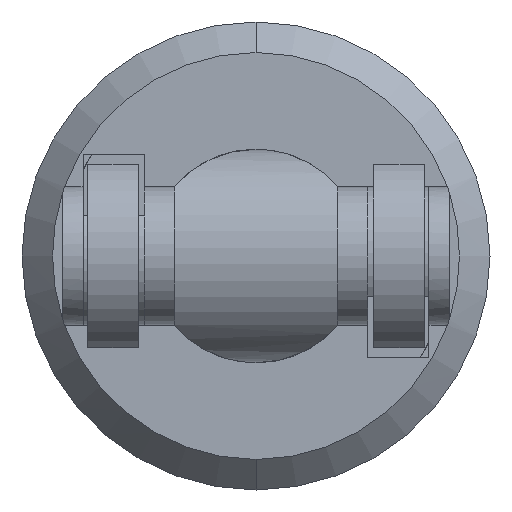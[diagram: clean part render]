
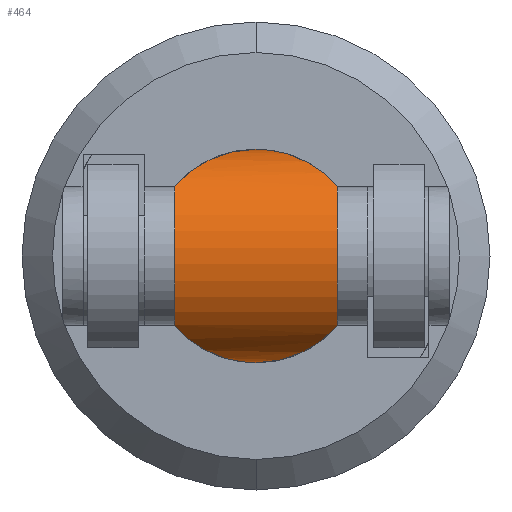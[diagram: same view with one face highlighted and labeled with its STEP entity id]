
A CAD part, front view. The second image highlights one B-rep face of the part: STEP entity #464.
In plain terms, the highlighted cylindrical face has radius 1.333 mm (diameter 2.667 mm), a partial arc.
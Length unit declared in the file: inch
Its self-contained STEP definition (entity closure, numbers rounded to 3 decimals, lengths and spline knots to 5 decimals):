
#121 = EDGE_CURVE ( 'NONE', #197, #1843, #606, .T. ) ;
#197 = VERTEX_POINT ( 'NONE', #1192 ) ;
#216 = CARTESIAN_POINT ( 'NONE',  ( 0.01565, -0.53815, 0.0525 ) ) ;
#318 = ORIENTED_EDGE ( 'NONE', *, *, #121, .F. ) ;
#366 = ORIENTED_EDGE ( 'NONE', *, *, #2674, .T. ) ;
#464 = ADVANCED_FACE ( 'NONE', ( #3328 ), #1378, .T. ) ;
#473 = VERTEX_POINT ( 'NONE', #4100 ) ;
#482 = CARTESIAN_POINT ( 'NONE',  ( -0.04, -0.5225, 0. ) ) ;
#541 = CARTESIAN_POINT ( 'NONE',  ( -0.02986, -0.55236, 0.04593 ) ) ;
#557 = CARTESIAN_POINT ( 'NONE',  ( -0.01565, -0.53815, 0.0525 ) ) ;
#606 = CIRCLE ( 'NONE', #2291, 0.0525 ) ;
#663 =( BOUNDED_CURVE ( )  B_SPLINE_CURVE ( 3, ( #1972, #1628, #4388, #2573 ),
 .UNSPECIFIED., .F., .F. ) 
 B_SPLINE_CURVE_WITH_KNOTS ( ( 4, 4 ),
 ( 3.84614, 4.71239 ),
 .UNSPECIFIED. ) 
 CURVE ( )  GEOMETRIC_REPRESENTATION_ITEM ( )  RATIONAL_B_SPLINE_CURVE ( ( 1., 0.938, 0.938, 1. ) ) 
 REPRESENTATION_ITEM ( '' )  );
#720 =( BOUNDED_CURVE ( )  B_SPLINE_CURVE ( 3, ( #879, #557, #541, #848 ),
 .UNSPECIFIED., .F., .F. ) 
 B_SPLINE_CURVE_WITH_KNOTS ( ( 4, 4 ),
 ( 1.5708, 2.43705 ),
 .UNSPECIFIED. ) 
 CURVE ( )  GEOMETRIC_REPRESENTATION_ITEM ( )  RATIONAL_B_SPLINE_CURVE ( ( 1., 0.938, 0.938, 1. ) ) 
 REPRESENTATION_ITEM ( '' )  );
#753 = DIRECTION ( 'NONE',  ( -1., 0., 0. ) ) ;
#848 = CARTESIAN_POINT ( 'NONE',  ( -0.04, -0.5625, 0.034 ) ) ;
#865 = CARTESIAN_POINT ( 'NONE',  ( -0.04, -0.5625, 0.034 ) ) ;
#879 = CARTESIAN_POINT ( 'NONE',  ( 0., -0.5225, 0.0525 ) ) ;
#982 = AXIS2_PLACEMENT_3D ( 'NONE', #2830, #753, #1498 ) ;
#1073 = EDGE_CURVE ( 'NONE', #3436, #3370, #1479, .T. ) ;
#1079 = ORIENTED_EDGE ( 'NONE', *, *, #3285, .T. ) ;
#1155 = ORIENTED_EDGE ( 'NONE', *, *, #4272, .T. ) ;
#1192 = CARTESIAN_POINT ( 'NONE',  ( -0.04, -0.5625, -0.034 ) ) ;
#1262 = CARTESIAN_POINT ( 'NONE',  ( 0.02986, -0.55236, 0.04593 ) ) ;
#1279 = CIRCLE ( 'NONE', #982, 0.0525 ) ;
#1294 = CARTESIAN_POINT ( 'NONE',  ( 0.02986, -0.55236, -0.04593 ) ) ;
#1378 = CYLINDRICAL_SURFACE ( 'NONE', #1446, 0.0525 ) ;
#1446 = AXIS2_PLACEMENT_3D ( 'NONE', #1641, #2356, #4063 ) ;
#1479 =( BOUNDED_CURVE ( )  B_SPLINE_CURVE ( 3, ( #3642, #1262, #216, #3010 ),
 .UNSPECIFIED., .F., .F. ) 
 B_SPLINE_CURVE_WITH_KNOTS ( ( 4, 4 ),
 ( 3.84614, 4.71239 ),
 .UNSPECIFIED. ) 
 CURVE ( )  GEOMETRIC_REPRESENTATION_ITEM ( )  RATIONAL_B_SPLINE_CURVE ( ( 1., 0.938, 0.938, 1. ) ) 
 REPRESENTATION_ITEM ( '' )  );
#1498 = DIRECTION ( 'NONE',  ( 0., 0., 1. ) ) ;
#1524 = EDGE_CURVE ( 'NONE', #197, #473, #663, .T. ) ;
#1628 = CARTESIAN_POINT ( 'NONE',  ( -0.02986, -0.55236, -0.04593 ) ) ;
#1635 = CARTESIAN_POINT ( 'NONE',  ( 0., -0.5225, -0.0525 ) ) ;
#1641 = CARTESIAN_POINT ( 'NONE',  ( 0.195, -0.5225, 0. ) ) ;
#1843 = VERTEX_POINT ( 'NONE', #865 ) ;
#1857 = ORIENTED_EDGE ( 'NONE', *, *, #1524, .T. ) ;
#1972 = CARTESIAN_POINT ( 'NONE',  ( -0.04, -0.5625, -0.034 ) ) ;
#2161 = DIRECTION ( 'NONE',  ( 0., 0., 1. ) ) ;
#2291 = AXIS2_PLACEMENT_3D ( 'NONE', #482, #3879, #2161 ) ;
#2356 = DIRECTION ( 'NONE',  ( -1., 0., 0. ) ) ;
#2467 = VERTEX_POINT ( 'NONE', #4204 ) ;
#2573 = CARTESIAN_POINT ( 'NONE',  ( 0., -0.5225, -0.0525 ) ) ;
#2674 = EDGE_CURVE ( 'NONE', #3370, #1843, #720, .T. ) ;
#2726 = CARTESIAN_POINT ( 'NONE',  ( 0.04, -0.5625, -0.034 ) ) ;
#2830 = CARTESIAN_POINT ( 'NONE',  ( 0.04, -0.5225, 0. ) ) ;
#2931 = ORIENTED_EDGE ( 'NONE', *, *, #1073, .T. ) ;
#3010 = CARTESIAN_POINT ( 'NONE',  ( 0., -0.5225, 0.0525 ) ) ;
#3285 = EDGE_CURVE ( 'NONE', #473, #2467, #3810, .T. ) ;
#3328 = FACE_OUTER_BOUND ( 'NONE', #3800, .T. ) ;
#3370 = VERTEX_POINT ( 'NONE', #4456 ) ;
#3436 = VERTEX_POINT ( 'NONE', #3799 ) ;
#3642 = CARTESIAN_POINT ( 'NONE',  ( 0.04, -0.5625, 0.034 ) ) ;
#3799 = CARTESIAN_POINT ( 'NONE',  ( 0.04, -0.5625, 0.034 ) ) ;
#3800 = EDGE_LOOP ( 'NONE', ( #1857, #1079, #1155, #2931, #366, #318 ) ) ;
#3810 =( BOUNDED_CURVE ( )  B_SPLINE_CURVE ( 3, ( #1635, #4432, #1294, #2726 ),
 .UNSPECIFIED., .F., .F. ) 
 B_SPLINE_CURVE_WITH_KNOTS ( ( 4, 4 ),
 ( 1.5708, 2.43705 ),
 .UNSPECIFIED. ) 
 CURVE ( )  GEOMETRIC_REPRESENTATION_ITEM ( )  RATIONAL_B_SPLINE_CURVE ( ( 1., 0.938, 0.938, 1. ) ) 
 REPRESENTATION_ITEM ( '' )  );
#3879 = DIRECTION ( 'NONE',  ( -1., 0., 0. ) ) ;
#4063 = DIRECTION ( 'NONE',  ( 0., 0., 1. ) ) ;
#4100 = CARTESIAN_POINT ( 'NONE',  ( 0., -0.5225, -0.0525 ) ) ;
#4204 = CARTESIAN_POINT ( 'NONE',  ( 0.04, -0.5625, -0.034 ) ) ;
#4272 = EDGE_CURVE ( 'NONE', #2467, #3436, #1279, .T. ) ;
#4388 = CARTESIAN_POINT ( 'NONE',  ( -0.01565, -0.53815, -0.0525 ) ) ;
#4432 = CARTESIAN_POINT ( 'NONE',  ( 0.01565, -0.53815, -0.0525 ) ) ;
#4456 = CARTESIAN_POINT ( 'NONE',  ( 0., -0.5225, 0.0525 ) ) ;
